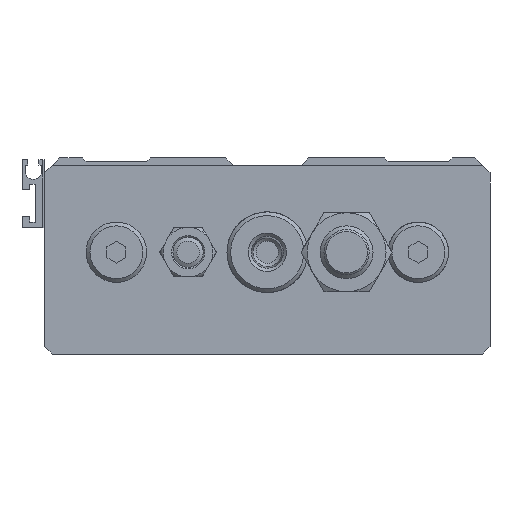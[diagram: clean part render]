
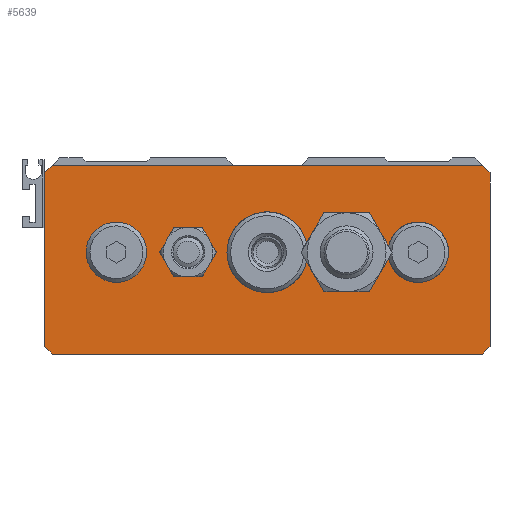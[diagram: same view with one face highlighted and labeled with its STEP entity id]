
A CAD part, left-side view. The second image highlights one B-rep face of the part: STEP entity #5639.
In plain terms, the highlighted planar face has unit normal (-1, 0, 0).
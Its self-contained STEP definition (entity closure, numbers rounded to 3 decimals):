
#4070=CARTESIAN_POINT('',(-20.,48.,-25.));
#4071=VERTEX_POINT('Vertex161',#4070);
#4072=CARTESIAN_POINT('',(-20.,40.,-25.));
#4073=DIRECTION('',(1.,0.,0.));
#4074=DIRECTION('',(0.,1.,0.));
#4075=AXIS2_PLACEMENT_3D('',#4072,#4073,#4074);
#4076=CIRCLE('nurbsCrv194',#4075,8.);
#4077=EDGE_CURVE('Edge194',#4071,#4071,#4076,.T.);
#4091=CARTESIAN_POINT('',(-20.,-32.158,-26.58));
#4092=VERTEX_POINT('Vertex163',#4091);
#4102=CARTESIAN_POINT('',(-20.,-32.158,-23.42));
#4103=VERTEX_POINT('Vertex162',#4102);
#4104=CARTESIAN_POINT('',(-20.,-40.,-25.));
#4105=DIRECTION('',(1.,0.,0.));
#4106=DIRECTION('',(0.,0.98,0.197));
#4107=AXIS2_PLACEMENT_3D('',#4104,#4105,#4106);
#4108=CIRCLE('nurbsCrv196',#4107,8.);
#4109=EDGE_CURVE('Edge196',#4103,#4092,#4108,.T.);
#4130=CARTESIAN_POINT('',(-20.,-10.395,-27.537));
#4131=VERTEX_POINT('Vertex164',#4130);
#4132=CARTESIAN_POINT('',(-20.,10.7,-25.));
#4133=VERTEX_POINT('Vertex417',#4132);
#4134=CARTESIAN_POINT('',(-20.,0.,-25.));
#4135=DIRECTION('',(1.,0.,0.));
#4136=DIRECTION('',(0.,-0.971,
-0.237));
#4137=AXIS2_PLACEMENT_3D('',#4134,#4135,#4136);
#4138=CIRCLE('nurbsCrv1217',#4137,10.7);
#4139=EDGE_CURVE('Edge643',#4131,#4133,#4138,.T.);
#4141=CARTESIAN_POINT('',(-20.,-10.395,-22.463));
#4142=VERTEX_POINT('Vertex165',#4141);
#4150=CARTESIAN_POINT('',(-20.,0.,-25.));
#4151=DIRECTION('',(1.,0.,0.));
#4152=DIRECTION('',(0.,1.,0.));
#4153=AXIS2_PLACEMENT_3D('',#4150,#4151,#4152);
#4154=CIRCLE('nurbsCrv1218',#4153,10.7);
#4155=EDGE_CURVE('Edge644',#4133,#4142,#4154,.T.);
#5240=CARTESIAN_POINT('',(-20.,24.753,-18.5));
#5241=VERTEX_POINT('Vertex222',#5240);
#5251=CARTESIAN_POINT('',(-20.,17.247,-18.5));
#5252=VERTEX_POINT('Vertex223',#5251);
#5259=CARTESIAN_POINT('',(-20.,21.,-18.5));
#5260=DIRECTION('',(0.,-1.,0.));
#5261=VECTOR('',#5260,1.);
#5262=LINE('nurbsCrv287',#5259,#5261);
#5263=EDGE_CURVE('Edge287',#5241,#5252,#5262,.T.);
#5273=CARTESIAN_POINT('',(-20.,13.494,-25.));
#5274=VERTEX_POINT('Vertex224',#5273);
#5275=CARTESIAN_POINT('',(-20.,15.371,-21.75));
#5276=DIRECTION('',(0.,-0.5,-0.866));
#5277=VECTOR('',#5276,1.);
#5278=LINE('nurbsCrv288',#5275,#5277);
#5279=EDGE_CURVE('Edge288',#5252,#5274,#5278,.T.);
#5299=CARTESIAN_POINT('',(-20.,28.506,-25.));
#5300=VERTEX_POINT('Vertex225',#5299);
#5301=CARTESIAN_POINT('',(-20.,26.629,-21.75));
#5302=DIRECTION('',(0.,-0.5,0.866));
#5303=VECTOR('',#5302,1.);
#5304=LINE('nurbsCrv290',#5301,#5303);
#5305=EDGE_CURVE('Edge290',#5300,#5241,#5304,.T.);
#5325=CARTESIAN_POINT('',(-20.,17.247,-31.5));
#5326=VERTEX_POINT('Vertex226',#5325);
#5327=CARTESIAN_POINT('',(-20.,15.371,-28.25));
#5328=DIRECTION('',(0.,0.5,-0.866));
#5329=VECTOR('',#5328,1.);
#5330=LINE('nurbsCrv292',#5327,#5329);
#5331=EDGE_CURVE('Edge292',#5274,#5326,#5330,.T.);
#5351=CARTESIAN_POINT('',(-20.,24.753,-31.5));
#5352=VERTEX_POINT('Vertex227',#5351);
#5353=CARTESIAN_POINT('',(-20.,26.629,-28.25));
#5354=DIRECTION('',(0.,0.5,0.866));
#5355=VECTOR('',#5354,1.);
#5356=LINE('nurbsCrv294',#5353,#5355);
#5357=EDGE_CURVE('Edge294',#5352,#5300,#5356,.T.);
#5377=CARTESIAN_POINT('',(-20.,21.,-31.5));
#5378=DIRECTION('',(0.,1.,0.));
#5379=VECTOR('',#5378,1.);
#5380=LINE('nurbsCrv296',#5377,#5379);
#5381=EDGE_CURVE('Edge296',#5326,#5352,#5380,.T.);
#5396=CARTESIAN_POINT('',(-20.,-27.035,-14.547));
#5397=VERTEX_POINT('Vertex228',#5396);
#5413=CARTESIAN_POINT('',(-20.,-29.596,-18.984));
#5414=DIRECTION('',(0.,-0.5,-0.866));
#5415=VECTOR('',#5414,1.);
#5416=LINE('nurbsCrv299',#5413,#5415);
#5417=EDGE_CURVE('Edge299',#5397,#4103,#5416,.T.);
#5427=CARTESIAN_POINT('',(-20.,-14.965,-14.547));
#5428=VERTEX_POINT('Vertex229',#5427);
#5438=CARTESIAN_POINT('',(-20.,-21.,-14.547));
#5439=DIRECTION('',(0.,-1.,0.));
#5440=VECTOR('',#5439,1.);
#5441=LINE('nurbsCrv301',#5438,#5440);
#5442=EDGE_CURVE('Edge301',#5428,#5397,#5441,.T.);
#5454=CARTESIAN_POINT('',(-20.,-27.035,-35.453));
#5455=VERTEX_POINT('Vertex230',#5454);
#5462=CARTESIAN_POINT('',(-20.,-29.596,-31.016));
#5463=DIRECTION('',(0.,0.5,-0.866)
);
#5464=VECTOR('',#5463,1.);
#5465=LINE('nurbsCrv303',#5462,#5464);
#5466=EDGE_CURVE('Edge303',#4092,#5455,#5465,.T.);
#5478=CARTESIAN_POINT('',(-20.,-14.965,-35.453));
#5479=VERTEX_POINT('Vertex231',#5478);
#5495=CARTESIAN_POINT('',(-20.,-12.68,-31.495));
#5496=DIRECTION('',(0.,0.5,0.866)
);
#5497=VECTOR('',#5496,1.);
#5498=LINE('nurbsCrv306',#5495,#5497);
#5499=EDGE_CURVE('Edge306',#5479,#4131,#5498,.T.);
#5512=CARTESIAN_POINT('',(-20.,-12.68,-18.505));
#5513=DIRECTION('',(0.,-0.5,0.866)
);
#5514=VECTOR('',#5513,1.);
#5515=LINE('nurbsCrv307',#5512,#5514);
#5516=EDGE_CURVE('Edge307',#4142,#5428,#5515,.T.);
#5532=CARTESIAN_POINT('',(-20.,-21.,-35.453));
#5533=DIRECTION('',(0.,1.,0.));
#5534=VECTOR('',#5533,1.);
#5535=LINE('nurbsCrv308',#5532,#5534);
#5536=EDGE_CURVE('Edge308',#5455,#5479,#5535,.T.);
#5546=CARTESIAN_POINT('',(-20.,59.,-4.));
#5547=VERTEX_POINT('Vertex233',#5546);
#5548=CARTESIAN_POINT('',(-20.,57.,-2.));
#5549=VERTEX_POINT('Vertex232',#5548);
#5550=CARTESIAN_POINT('',(-20.,58.,-3.));
#5551=DIRECTION('',(0.,-0.707,0.707)
);
#5552=VECTOR('',#5551,1.);
#5553=LINE('nurbsCrv309',#5550,#5552);
#5554=EDGE_CURVE('Edge309',#5547,#5549,#5553,.T.);
#5555=ORIENTED_EDGE('Edgeuse603',*,*,#5554,.F.);
#5556=CARTESIAN_POINT('',(-20.,59.,-50.));
#5557=VERTEX_POINT('Vertex234',#5556);
#5558=CARTESIAN_POINT('',(-20.,59.,-27.));
#5559=DIRECTION('',(0.,0.,-1.));
#5560=VECTOR('',#5559,1.);
#5561=LINE('nurbsCrv310',#5558,#5560);
#5562=EDGE_CURVE('Edge310',#5547,#5557,#5561,.T.);
#5563=ORIENTED_EDGE('Edgeuse604',*,*,#5562,.T.);
#5564=CARTESIAN_POINT('',(-20.,57.,-52.));
#5565=VERTEX_POINT('Vertex235',#5564);
#5566=CARTESIAN_POINT('',(-20.,58.,-51.));
#5567=DIRECTION('',(0.,0.707,0.707)
);
#5568=VECTOR('',#5567,1.);
#5569=LINE('nurbsCrv311',#5566,#5568);
#5570=EDGE_CURVE('Edge311',#5565,#5557,#5569,.T.);
#5571=ORIENTED_EDGE('Edgeuse605',*,*,#5570,.F.);
#5572=CARTESIAN_POINT('',(-20.,-57.,-52.));
#5573=VERTEX_POINT('Vertex236',#5572);
#5574=CARTESIAN_POINT('',(-20.,0.,-52.));
#5575=DIRECTION('',(0.,1.,0.));
#5576=VECTOR('',#5575,1.);
#5577=LINE('nurbsCrv312',#5574,#5576);
#5578=EDGE_CURVE('Edge312',#5573,#5565,#5577,.T.);
#5579=ORIENTED_EDGE('Edgeuse606',*,*,#5578,.F.);
#5580=CARTESIAN_POINT('',(-20.,-59.,-50.));
#5581=VERTEX_POINT('Vertex237',#5580);
#5582=CARTESIAN_POINT('',(-20.,-58.,-51.));
#5583=DIRECTION('',(0.,0.707,-0.707)
);
#5584=VECTOR('',#5583,1.);
#5585=LINE('nurbsCrv313',#5582,#5584);
#5586=EDGE_CURVE('Edge313',#5581,#5573,#5585,.T.);
#5587=ORIENTED_EDGE('Edgeuse607',*,*,#5586,.F.);
#5588=CARTESIAN_POINT('',(-20.,-59.,-4.));
#5589=VERTEX_POINT('Vertex238',#5588);
#5590=CARTESIAN_POINT('',(-20.,-59.,-27.));
#5591=DIRECTION('',(0.,0.,-1.));
#5592=VECTOR('',#5591,1.);
#5593=LINE('nurbsCrv314',#5590,#5592);
#5594=EDGE_CURVE('Edge314',#5589,#5581,#5593,.T.);
#5595=ORIENTED_EDGE('Edgeuse608',*,*,#5594,.F.);
#5596=CARTESIAN_POINT('',(-20.,-57.,-2.));
#5597=VERTEX_POINT('Vertex239',#5596);
#5598=CARTESIAN_POINT('',(-20.,-58.,-3.));
#5599=DIRECTION('',(0.,-0.707,
-0.707));
#5600=VECTOR('',#5599,1.);
#5601=LINE('nurbsCrv315',#5598,#5600);
#5602=EDGE_CURVE('Edge315',#5597,#5589,#5601,.T.);
#5603=ORIENTED_EDGE('Edgeuse609',*,*,#5602,.F.);
#5604=CARTESIAN_POINT('',(-20.,0.,-2.));
#5605=DIRECTION('',(0.,1.,0.));
#5606=VECTOR('',#5605,1.);
#5607=LINE('nurbsCrv316',#5604,#5606);
#5608=EDGE_CURVE('Edge316',#5597,#5549,#5607,.T.);
#5609=ORIENTED_EDGE('Edgeuse610',*,*,#5608,.T.);
#5610=EDGE_LOOP('',(#5555,#5563,#5571,#5579,#5587,#5595,#5603,#5609));
#5611=FACE_OUTER_BOUND('',#5610,.T.);
#5612=ORIENTED_EDGE('Edgeuse611',*,*,#4077,.T.);
#5613=EDGE_LOOP('',(#5612));
#5614=FACE_BOUND('',#5613,.T.);
#5615=ORIENTED_EDGE('Edgeuse589',*,*,#5417,.T.);
#5616=ORIENTED_EDGE('Edgeuse590',*,*,#4109,.T.);
#5617=ORIENTED_EDGE('Edgeuse591',*,*,#5466,.T.);
#5618=ORIENTED_EDGE('Edgeuse592',*,*,#5536,.T.);
#5619=ORIENTED_EDGE('Edgeuse593',*,*,#5499,.T.);
#5620=ORIENTED_EDGE('Edgeuse1286',*,*,#4139,.T.);
#5621=ORIENTED_EDGE('Edgeuse1288',*,*,#4155,.T.);
#5622=ORIENTED_EDGE('Edgeuse595',*,*,#5516,.T.);
#5623=ORIENTED_EDGE('Edgeuse596',*,*,#5442,.T.);
#5624=EDGE_LOOP('',(#5615,#5616,#5617,#5618,#5619,#5620,#5621,#5622,#5623));
#5625=FACE_BOUND('',#5624,.T.);
#5626=ORIENTED_EDGE('Edgeuse597',*,*,#5263,.T.);
#5627=ORIENTED_EDGE('Edgeuse598',*,*,#5279,.T.);
#5628=ORIENTED_EDGE('Edgeuse599',*,*,#5331,.T.);
#5629=ORIENTED_EDGE('Edgeuse600',*,*,#5381,.T.);
#5630=ORIENTED_EDGE('Edgeuse601',*,*,#5357,.T.);
#5631=ORIENTED_EDGE('Edgeuse602',*,*,#5305,.T.);
#5632=EDGE_LOOP('',(#5626,#5627,#5628,#5629,#5630,#5631));
#5633=FACE_BOUND('',#5632,.T.);
#5634=CARTESIAN_POINT('',(-20.,0.,-27.));
#5635=DIRECTION('',(-1.,0.,0.));
#5636=DIRECTION('',(0.,0.,1.));
#5637=AXIS2_PLACEMENT_3D('',#5634,#5635,#5636);
#5638=PLANE('nurbsSrf155',#5637);
#5639=ADVANCED_FACE('Face155',(#5611,#5614,#5625,#5633),#5638,.T.);
